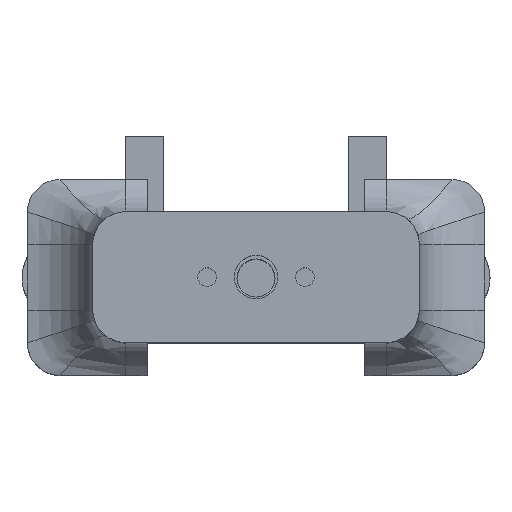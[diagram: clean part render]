
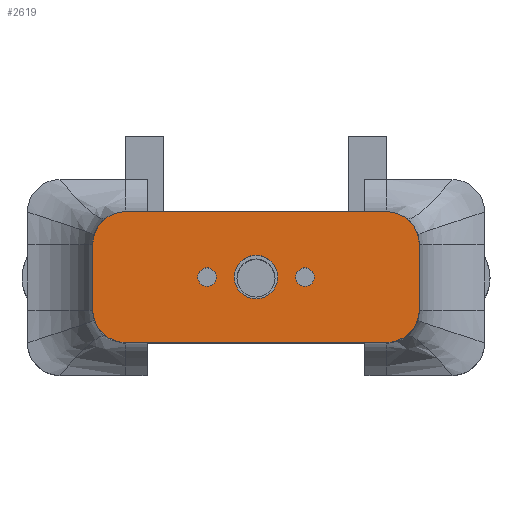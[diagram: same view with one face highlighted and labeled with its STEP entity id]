
A CAD part, top view. The second image highlights one B-rep face of the part: STEP entity #2619.
In plain terms, the highlighted planar face has unit normal (0, 0, 1).
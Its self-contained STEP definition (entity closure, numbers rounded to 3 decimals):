
#125 = VERTEX_POINT ( 'NONE', #2020 ) ;
#146 = FACE_BOUND ( 'NONE', #4431, .T. ) ;
#164 = AXIS2_PLACEMENT_3D ( 'NONE', #4540, #4601, #5709 ) ;
#181 = AXIS2_PLACEMENT_3D ( 'NONE', #1632, #5169, #2106 ) ;
#185 = EDGE_CURVE ( 'NONE', #3952, #4622, #4713, .T. ) ;
#202 = AXIS2_PLACEMENT_3D ( 'NONE', #5116, #6189, #505 ) ;
#303 = CARTESIAN_POINT ( 'NONE',  ( 10., 6., 5. ) ) ;
#318 = DIRECTION ( 'NONE',  ( 0., 0., 1. ) ) ;
#428 = AXIS2_PLACEMENT_3D ( 'NONE', #6560, #4986, #5584 ) ;
#437 = DIRECTION ( 'NONE',  ( -1., 0., 0. ) ) ;
#505 = DIRECTION ( 'NONE',  ( 1., 0., 0. ) ) ;
#572 = VERTEX_POINT ( 'NONE', #6442 ) ;
#594 = ORIENTED_EDGE ( 'NONE', *, *, #3524, .T. ) ;
#720 = PLANE ( 'NONE',  #3109 ) ;
#828 = CIRCLE ( 'NONE', #5129, 2. ) ;
#838 = AXIS2_PLACEMENT_3D ( 'NONE', #5700, #1489, #987 ) ;
#839 = VECTOR ( 'NONE', #5314, 1000. ) ;
#877 = ORIENTED_EDGE ( 'NONE', *, *, #6474, .T. ) ;
#957 = CIRCLE ( 'NONE', #428, 3. ) ;
#980 = VERTEX_POINT ( 'NONE', #4886 ) ;
#987 = DIRECTION ( 'NONE',  ( 1., 0., 0. ) ) ;
#1014 = VERTEX_POINT ( 'NONE', #1920 ) ;
#1071 = EDGE_CURVE ( 'NONE', #1014, #2135, #2893, .T. ) ;
#1095 = DIRECTION ( 'NONE',  ( 0., 0., 1. ) ) ;
#1204 = ORIENTED_EDGE ( 'NONE', *, *, #1071, .F. ) ;
#1238 = CARTESIAN_POINT ( 'NONE',  ( -14., -3., 5. ) ) ;
#1260 = FACE_BOUND ( 'NONE', #4326, .T. ) ;
#1295 = VERTEX_POINT ( 'NONE', #303 ) ;
#1342 = EDGE_LOOP ( 'NONE', ( #1959, #877, #2582, #5658, #5928, #2190, #2506, #594 ) ) ;
#1489 = DIRECTION ( 'NONE',  ( 0., 0., 1. ) ) ;
#1551 = VERTEX_POINT ( 'NONE', #5490 ) ;
#1600 = DIRECTION ( 'NONE',  ( 1., 0., 0. ) ) ;
#1632 = CARTESIAN_POINT ( 'NONE',  ( -2., 0., 5. ) ) ;
#1662 = DIRECTION ( 'NONE',  ( 1., 0., 0. ) ) ;
#1714 = LINE ( 'NONE', #3265, #839 ) ;
#1752 = CARTESIAN_POINT ( 'NONE',  ( -7.35, 0., 5. ) ) ;
#1869 = CARTESIAN_POINT ( 'NONE',  ( -6.5, 0., 5. ) ) ;
#1886 = CARTESIAN_POINT ( 'NONE',  ( -17., -3., 5. ) ) ;
#1920 = CARTESIAN_POINT ( 'NONE',  ( 3.35, 0., 5. ) ) ;
#1959 = ORIENTED_EDGE ( 'NONE', *, *, #3498, .T. ) ;
#2020 = CARTESIAN_POINT ( 'NONE',  ( 0., 0., 5. ) ) ;
#2106 = DIRECTION ( 'NONE',  ( 1., 0., 0. ) ) ;
#2135 = VERTEX_POINT ( 'NONE', #4169 ) ;
#2190 = ORIENTED_EDGE ( 'NONE', *, *, #3073, .T. ) ;
#2205 = DIRECTION ( 'NONE',  ( 0., 0., 1. ) ) ;
#2350 = AXIS2_PLACEMENT_3D ( 'NONE', #1238, #5349, #3931 ) ;
#2367 = VECTOR ( 'NONE', #4138, 1000. ) ;
#2371 = DIRECTION ( 'NONE',  ( 0., 1., 0. ) ) ;
#2420 = LINE ( 'NONE', #6659, #6325 ) ;
#2451 = CARTESIAN_POINT ( 'NONE',  ( -4., 0., 5. ) ) ;
#2506 = ORIENTED_EDGE ( 'NONE', *, *, #185, .T. ) ;
#2582 = ORIENTED_EDGE ( 'NONE', *, *, #4640, .T. ) ;
#2619 = ADVANCED_FACE ( 'NONE', ( #1260, #4769, #3353, #146 ), #720, .T. ) ;
#2893 = CIRCLE ( 'NONE', #6651, 0.85 ) ;
#2906 = CARTESIAN_POINT ( 'NONE',  ( 13., 6., 5. ) ) ;
#2935 = ORIENTED_EDGE ( 'NONE', *, *, #5825, .F. ) ;
#3001 = CARTESIAN_POINT ( 'NONE',  ( 2.5, 0., 5. ) ) ;
#3024 = EDGE_CURVE ( 'NONE', #1295, #1551, #2420, .T. ) ;
#3073 = EDGE_CURVE ( 'NONE', #1551, #3952, #957, .T. ) ;
#3086 = AXIS2_PLACEMENT_3D ( 'NONE', #1869, #318, #4566 ) ;
#3109 = AXIS2_PLACEMENT_3D ( 'NONE', #3320, #2205, #1662 ) ;
#3265 = CARTESIAN_POINT ( 'NONE',  ( -17., -6., 5. ) ) ;
#3320 = CARTESIAN_POINT ( 'NONE',  ( 0., 0., 5. ) ) ;
#3353 = FACE_BOUND ( 'NONE', #3676, .T. ) ;
#3399 = EDGE_CURVE ( 'NONE', #6045, #1295, #4081, .T. ) ;
#3498 = EDGE_CURVE ( 'NONE', #5123, #4738, #1714, .T. ) ;
#3524 = EDGE_CURVE ( 'NONE', #4622, #5123, #4285, .T. ) ;
#3541 = DIRECTION ( 'NONE',  ( 0., 0., 1. ) ) ;
#3568 = DIRECTION ( 'NONE',  ( 1., 0., 0. ) ) ;
#3595 = CARTESIAN_POINT ( 'NONE',  ( -17., 6., 5. ) ) ;
#3605 = ORIENTED_EDGE ( 'NONE', *, *, #5778, .F. ) ;
#3620 = CARTESIAN_POINT ( 'NONE',  ( -6.5, 0., 5. ) ) ;
#3676 = EDGE_LOOP ( 'NONE', ( #6235, #3605 ) ) ;
#3892 = DIRECTION ( 'NONE',  ( 1., 0., 0. ) ) ;
#3905 = ORIENTED_EDGE ( 'NONE', *, *, #4200, .F. ) ;
#3931 = DIRECTION ( 'NONE',  ( 1., 0., 0. ) ) ;
#3952 = VERTEX_POINT ( 'NONE', #6484 ) ;
#3977 = VERTEX_POINT ( 'NONE', #2451 ) ;
#4081 = CIRCLE ( 'NONE', #202, 3. ) ;
#4138 = DIRECTION ( 'NONE',  ( 0., -1., 0. ) ) ;
#4169 = CARTESIAN_POINT ( 'NONE',  ( 1.65, 0., 5. ) ) ;
#4200 = EDGE_CURVE ( 'NONE', #2135, #1014, #5643, .T. ) ;
#4285 = CIRCLE ( 'NONE', #2350, 3. ) ;
#4326 = EDGE_LOOP ( 'NONE', ( #3905, #1204 ) ) ;
#4361 = VECTOR ( 'NONE', #2371, 1000. ) ;
#4402 = CARTESIAN_POINT ( 'NONE',  ( -2., 0., 5. ) ) ;
#4431 = EDGE_LOOP ( 'NONE', ( #5802, #2935 ) ) ;
#4540 = CARTESIAN_POINT ( 'NONE',  ( 2.5, 0., 5. ) ) ;
#4551 = CARTESIAN_POINT ( 'NONE',  ( -14., -6., 5. ) ) ;
#4566 = DIRECTION ( 'NONE',  ( 1., 0., 0. ) ) ;
#4601 = DIRECTION ( 'NONE',  ( 0., 0., 1. ) ) ;
#4622 = VERTEX_POINT ( 'NONE', #1886 ) ;
#4640 = EDGE_CURVE ( 'NONE', #980, #6045, #4994, .T. ) ;
#4681 = VERTEX_POINT ( 'NONE', #1752 ) ;
#4713 = LINE ( 'NONE', #3595, #2367 ) ;
#4738 = VERTEX_POINT ( 'NONE', #6569 ) ;
#4769 = FACE_OUTER_BOUND ( 'NONE', #1342, .T. ) ;
#4886 = CARTESIAN_POINT ( 'NONE',  ( 13., -3., 5. ) ) ;
#4986 = DIRECTION ( 'NONE',  ( 0., 0., 1. ) ) ;
#4994 = LINE ( 'NONE', #2906, #4361 ) ;
#5116 = CARTESIAN_POINT ( 'NONE',  ( 10., 3., 5. ) ) ;
#5123 = VERTEX_POINT ( 'NONE', #4551 ) ;
#5129 = AXIS2_PLACEMENT_3D ( 'NONE', #4402, #6453, #3892 ) ;
#5135 = CIRCLE ( 'NONE', #6633, 0.85 ) ;
#5169 = DIRECTION ( 'NONE',  ( 0., 0., 1. ) ) ;
#5314 = DIRECTION ( 'NONE',  ( 1., 0., 0. ) ) ;
#5349 = DIRECTION ( 'NONE',  ( 0., 0., 1. ) ) ;
#5490 = CARTESIAN_POINT ( 'NONE',  ( -14., 6., 5. ) ) ;
#5584 = DIRECTION ( 'NONE',  ( 1., 0., 0. ) ) ;
#5643 = CIRCLE ( 'NONE', #164, 0.85 ) ;
#5658 = ORIENTED_EDGE ( 'NONE', *, *, #3399, .T. ) ;
#5700 = CARTESIAN_POINT ( 'NONE',  ( 10., -3., 5. ) ) ;
#5707 = CARTESIAN_POINT ( 'NONE',  ( 13., 3., 5. ) ) ;
#5709 = DIRECTION ( 'NONE',  ( 1., 0., 0. ) ) ;
#5778 = EDGE_CURVE ( 'NONE', #125, #3977, #828, .T. ) ;
#5802 = ORIENTED_EDGE ( 'NONE', *, *, #5945, .F. ) ;
#5825 = EDGE_CURVE ( 'NONE', #572, #4681, #5871, .T. ) ;
#5871 = CIRCLE ( 'NONE', #3086, 0.85 ) ;
#5928 = ORIENTED_EDGE ( 'NONE', *, *, #3024, .T. ) ;
#5945 = EDGE_CURVE ( 'NONE', #4681, #572, #5135, .T. ) ;
#6045 = VERTEX_POINT ( 'NONE', #5707 ) ;
#6075 = EDGE_CURVE ( 'NONE', #3977, #125, #6421, .T. ) ;
#6109 = CIRCLE ( 'NONE', #838, 3. ) ;
#6189 = DIRECTION ( 'NONE',  ( 0., 0., 1. ) ) ;
#6235 = ORIENTED_EDGE ( 'NONE', *, *, #6075, .F. ) ;
#6325 = VECTOR ( 'NONE', #437, 1000. ) ;
#6421 = CIRCLE ( 'NONE', #181, 2. ) ;
#6442 = CARTESIAN_POINT ( 'NONE',  ( -5.65, 0., 5. ) ) ;
#6453 = DIRECTION ( 'NONE',  ( 0., 0., 1. ) ) ;
#6474 = EDGE_CURVE ( 'NONE', #4738, #980, #6109, .T. ) ;
#6484 = CARTESIAN_POINT ( 'NONE',  ( -17., 3., 5. ) ) ;
#6560 = CARTESIAN_POINT ( 'NONE',  ( -14., 3., 5. ) ) ;
#6569 = CARTESIAN_POINT ( 'NONE',  ( 10., -6., 5. ) ) ;
#6633 = AXIS2_PLACEMENT_3D ( 'NONE', #3620, #1095, #1600 ) ;
#6651 = AXIS2_PLACEMENT_3D ( 'NONE', #3001, #3541, #3568 ) ;
#6659 = CARTESIAN_POINT ( 'NONE',  ( -17., 6., 5. ) ) ;
